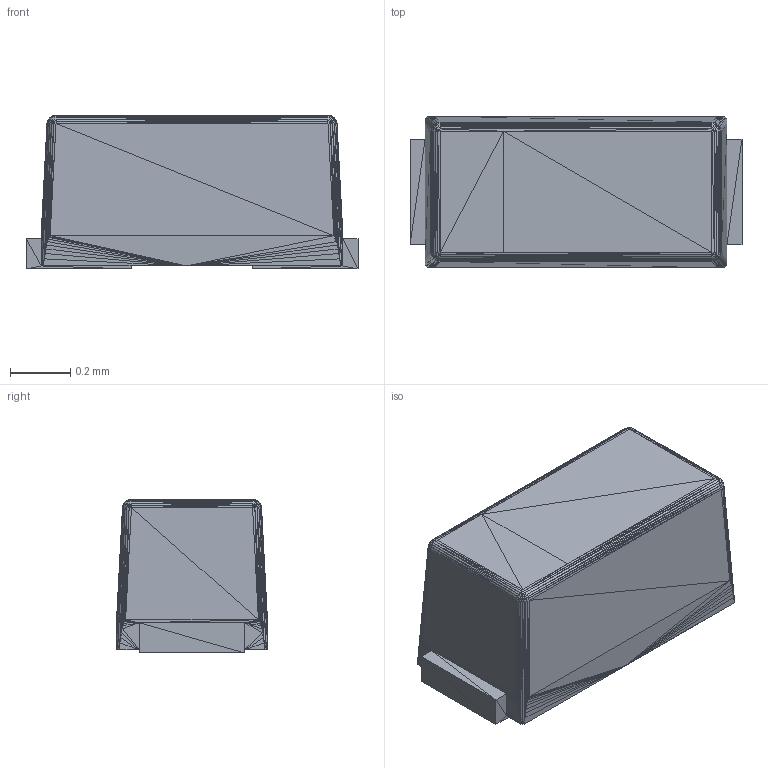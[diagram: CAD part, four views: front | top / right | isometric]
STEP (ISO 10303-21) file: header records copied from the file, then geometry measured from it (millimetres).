
FILE_DESCRIPTION(('auto-generated'),'2;1');
FILE_SCHEMA(('CONFIG_CONTROL_DESIGN'));
Bounding box: 1.1 x 0.5 x 0.51 mm (x, y, z)
Surface area: 2.5 mm2 (no closed solid volume)
Topology: 0 solids, 11 shells, 1170 faces, 1884 edges, 716 vertices
Faces by surface type: plane 1170
Entity records: 18899 total; most frequent: ORIENTED_EDGE 3510, DIRECTION 2905, LINE 1884, EDGE_CURVE 1884, VECTOR 1384, AXIS2_PLACEMENT_3D 1171, PLANE 1170, EDGE_LOOP 1170
